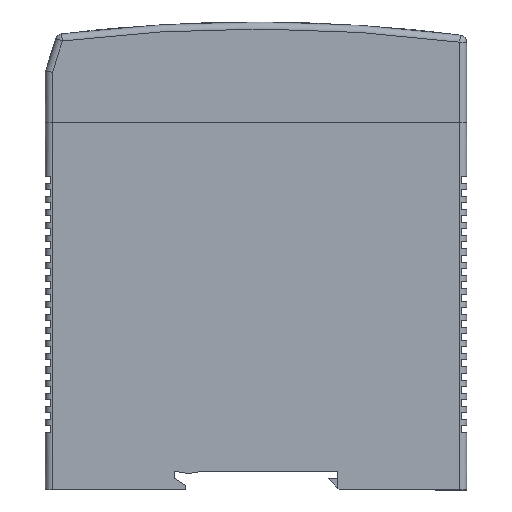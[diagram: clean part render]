
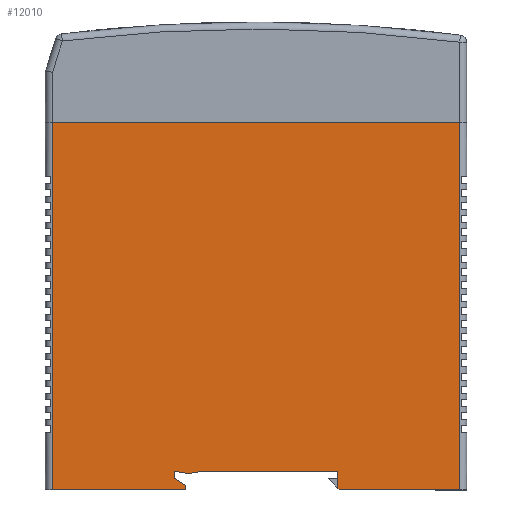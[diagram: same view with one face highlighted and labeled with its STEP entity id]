
A CAD part, left-side view. The second image highlights one B-rep face of the part: STEP entity #12010.
In plain terms, the highlighted planar face has unit normal (-1, 0, 0).
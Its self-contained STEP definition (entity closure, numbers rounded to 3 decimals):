
#90 = LINE ( 'NONE', #14318, #2570 ) ;
#485 = EDGE_CURVE ( 'NONE', #4797, #5323, #3158, .T. ) ;
#828 = DIRECTION ( 'NONE',  ( 0., 0., -1. ) ) ;
#855 = VECTOR ( 'NONE', #16923, 1000. ) ;
#1059 = CARTESIAN_POINT ( 'NONE',  ( -27.5, 14.5, -96.5 ) ) ;
#1294 = CARTESIAN_POINT ( 'NONE',  ( -27.5, 0., -21.5 ) ) ;
#1575 = DIRECTION ( 'NONE',  ( 0., 0., 1. ) ) ;
#1719 = VECTOR ( 'NONE', #3706, 1000. ) ;
#1720 = CARTESIAN_POINT ( 'NONE',  ( -27.5, 11.5, -96. ) ) ;
#1813 = VECTOR ( 'NONE', #20915, 1000. ) ;
#2570 = VECTOR ( 'NONE', #10019, 1000. ) ;
#2858 = EDGE_CURVE ( 'NONE', #20752, #16915, #10215, .T. ) ;
#3060 = LINE ( 'NONE', #12717, #4325 ) ;
#3111 = ORIENTED_EDGE ( 'NONE', *, *, #24888, .T. ) ;
#3158 = LINE ( 'NONE', #1059, #1813 ) ;
#3445 = EDGE_CURVE ( 'NONE', #12378, #4797, #23846, .T. ) ;
#3553 = CARTESIAN_POINT ( 'NONE',  ( -27.5, 15., -100. ) ) ;
#3687 = CARTESIAN_POINT ( 'NONE',  ( -27.5, -17.85, -100. ) ) ;
#3706 = DIRECTION ( 'NONE',  ( 0., 0., -1. ) ) ;
#3980 = LINE ( 'NONE', #17932, #1719 ) ;
#4325 = VECTOR ( 'NONE', #828, 1000. ) ;
#4627 = EDGE_CURVE ( 'NONE', #15707, #20752, #3980, .T. ) ;
#4797 = VERTEX_POINT ( 'NONE', #5751 ) ;
#5116 = CARTESIAN_POINT ( 'NONE',  ( -27.5, 17.5, -97.5 ) ) ;
#5323 = VERTEX_POINT ( 'NONE', #1720 ) ;
#5364 = ORIENTED_EDGE ( 'NONE', *, *, #15076, .F. ) ;
#5385 = EDGE_CURVE ( 'NONE', #9553, #22351, #17782, .T. ) ;
#5751 = CARTESIAN_POINT ( 'NONE',  ( -27.5, 14.5, -96.5 ) ) ;
#5763 = LINE ( 'NONE', #3553, #14197 ) ;
#6133 = VECTOR ( 'NONE', #8392, 1000. ) ;
#6162 = CARTESIAN_POINT ( 'NONE',  ( -27.5, -43.5, -21.5 ) ) ;
#6448 = CARTESIAN_POINT ( 'NONE',  ( -27.5, 15., -99. ) ) ;
#6851 = ORIENTED_EDGE ( 'NONE', *, *, #3445, .T. ) ;
#7079 = LINE ( 'NONE', #5116, #23089 ) ;
#7511 = LINE ( 'NONE', #15456, #14168 ) ;
#8392 = DIRECTION ( 'NONE',  ( 0., -1., 0. ) ) ;
#8526 = CARTESIAN_POINT ( 'NONE',  ( -27.5, 0., -100. ) ) ;
#8965 = LINE ( 'NONE', #19133, #855 ) ;
#9248 = LINE ( 'NONE', #11579, #17947 ) ;
#9553 = VERTEX_POINT ( 'NONE', #15374 ) ;
#9932 = VERTEX_POINT ( 'NONE', #19226 ) ;
#10019 = DIRECTION ( 'NONE',  ( 0., 0., 1. ) ) ;
#10062 = CARTESIAN_POINT ( 'NONE',  ( -27.5, 43.5, -21.5 ) ) ;
#10070 = EDGE_CURVE ( 'NONE', #16915, #15538, #5763, .T. ) ;
#10149 = CARTESIAN_POINT ( 'NONE',  ( -27.5, -17.85, -100. ) ) ;
#10201 = VECTOR ( 'NONE', #24556, 1000. ) ;
#10215 = LINE ( 'NONE', #8526, #6133 ) ;
#10221 = EDGE_CURVE ( 'NONE', #15538, #9932, #9248, .T. ) ;
#11579 = CARTESIAN_POINT ( 'NONE',  ( -27.5, 15., -99. ) ) ;
#12010 = ADVANCED_FACE ( 'NONE', ( #23274 ), #12957, .F. ) ;
#12378 = VERTEX_POINT ( 'NONE', #17481 ) ;
#12717 = CARTESIAN_POINT ( 'NONE',  ( -27.5, -17.5, -97.5 ) ) ;
#12957 = PLANE ( 'NONE',  #19382 ) ;
#13121 = DIRECTION ( 'NONE',  ( 0., -1., 0. ) ) ;
#13538 = DIRECTION ( 'NONE',  ( 0., 0.857, 0.514 ) ) ;
#14049 = VECTOR ( 'NONE', #17575, 1000. ) ;
#14168 = VECTOR ( 'NONE', #13121, 1000. ) ;
#14197 = VECTOR ( 'NONE', #1575, 1000. ) ;
#14318 = CARTESIAN_POINT ( 'NONE',  ( -27.5, -43.5, -21.5 ) ) ;
#14692 = ORIENTED_EDGE ( 'NONE', *, *, #2858, .T. ) ;
#14737 = ORIENTED_EDGE ( 'NONE', *, *, #22372, .T. ) ;
#15076 = EDGE_CURVE ( 'NONE', #15707, #20069, #20642, .T. ) ;
#15374 = CARTESIAN_POINT ( 'NONE',  ( -27.5, -17.5, -99.628 ) ) ;
#15403 = VECTOR ( 'NONE', #23414, 1000. ) ;
#15418 = ORIENTED_EDGE ( 'NONE', *, *, #20753, .T. ) ;
#15456 = CARTESIAN_POINT ( 'NONE',  ( -27.5, 0., -100. ) ) ;
#15490 = ORIENTED_EDGE ( 'NONE', *, *, #10070, .T. ) ;
#15538 = VERTEX_POINT ( 'NONE', #6448 ) ;
#15707 = VERTEX_POINT ( 'NONE', #10062 ) ;
#16605 = DIRECTION ( 'NONE',  ( 0., 0., 1. ) ) ;
#16915 = VERTEX_POINT ( 'NONE', #18767 ) ;
#16923 = DIRECTION ( 'NONE',  ( 0., -1., 0. ) ) ;
#17481 = CARTESIAN_POINT ( 'NONE',  ( -27.5, 17.5, -96. ) ) ;
#17575 = DIRECTION ( 'NONE',  ( 0., -0.986, -0.164 ) ) ;
#17782 = LINE ( 'NONE', #3687, #15403 ) ;
#17932 = CARTESIAN_POINT ( 'NONE',  ( -27.5, 43.5, 0. ) ) ;
#17947 = VECTOR ( 'NONE', #13538, 1000. ) ;
#18767 = CARTESIAN_POINT ( 'NONE',  ( -27.5, 15., -100. ) ) ;
#18880 = CARTESIAN_POINT ( 'NONE',  ( -27.5, -43.5, -100. ) ) ;
#19079 = EDGE_LOOP ( 'NONE', ( #24024, #14737, #5364, #23161, #14692, #15490, #22634, #3111, #6851, #19831, #15418, #21962, #25844 ) ) ;
#19133 = CARTESIAN_POINT ( 'NONE',  ( -27.5, 11.5, -96. ) ) ;
#19226 = CARTESIAN_POINT ( 'NONE',  ( -27.5, 17.5, -97.5 ) ) ;
#19359 = DIRECTION ( 'NONE',  ( 0., 0., -1. ) ) ;
#19382 = AXIS2_PLACEMENT_3D ( 'NONE', #25113, #21184, #19359 ) ;
#19708 = EDGE_CURVE ( 'NONE', #22351, #20652, #7511, .T. ) ;
#19831 = ORIENTED_EDGE ( 'NONE', *, *, #485, .T. ) ;
#20069 = VERTEX_POINT ( 'NONE', #6162 ) ;
#20642 = LINE ( 'NONE', #1294, #10201 ) ;
#20652 = VERTEX_POINT ( 'NONE', #18880 ) ;
#20752 = VERTEX_POINT ( 'NONE', #23191 ) ;
#20753 = EDGE_CURVE ( 'NONE', #5323, #20765, #8965, .T. ) ;
#20765 = VERTEX_POINT ( 'NONE', #21100 ) ;
#20915 = DIRECTION ( 'NONE',  ( 0., -0.986, 0.164 ) ) ;
#21100 = CARTESIAN_POINT ( 'NONE',  ( -27.5, -17.5, -96. ) ) ;
#21184 = DIRECTION ( 'NONE',  ( 1., 0., 0. ) ) ;
#21962 = ORIENTED_EDGE ( 'NONE', *, *, #24679, .T. ) ;
#22351 = VERTEX_POINT ( 'NONE', #10149 ) ;
#22372 = EDGE_CURVE ( 'NONE', #20652, #20069, #90, .T. ) ;
#22634 = ORIENTED_EDGE ( 'NONE', *, *, #10221, .T. ) ;
#23089 = VECTOR ( 'NONE', #16605, 1000. ) ;
#23161 = ORIENTED_EDGE ( 'NONE', *, *, #4627, .T. ) ;
#23191 = CARTESIAN_POINT ( 'NONE',  ( -27.5, 43.5, -100. ) ) ;
#23274 = FACE_OUTER_BOUND ( 'NONE', #19079, .T. ) ;
#23414 = DIRECTION ( 'NONE',  ( 0., -0.685, -0.729 ) ) ;
#23846 = LINE ( 'NONE', #24104, #14049 ) ;
#24024 = ORIENTED_EDGE ( 'NONE', *, *, #19708, .T. ) ;
#24104 = CARTESIAN_POINT ( 'NONE',  ( -27.5, 17.5, -96. ) ) ;
#24556 = DIRECTION ( 'NONE',  ( 0., -1., 0. ) ) ;
#24679 = EDGE_CURVE ( 'NONE', #20765, #9553, #3060, .T. ) ;
#24888 = EDGE_CURVE ( 'NONE', #9932, #12378, #7079, .T. ) ;
#25113 = CARTESIAN_POINT ( 'NONE',  ( -27.5, 0., 0. ) ) ;
#25844 = ORIENTED_EDGE ( 'NONE', *, *, #5385, .T. ) ;
